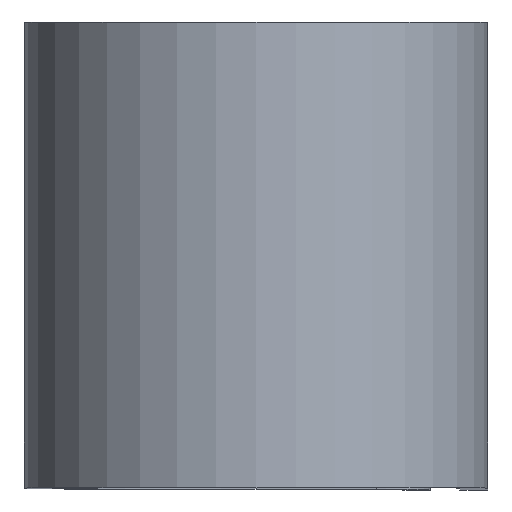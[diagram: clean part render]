
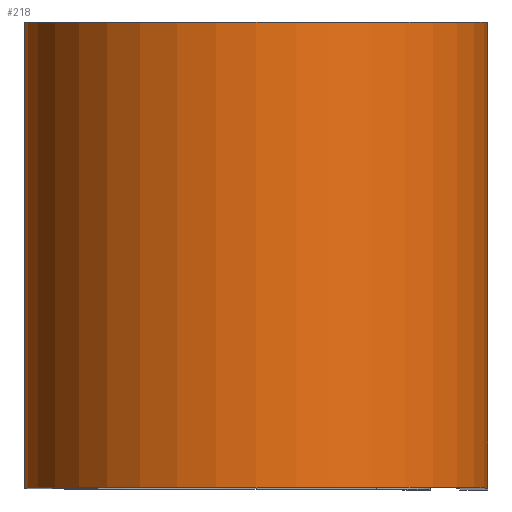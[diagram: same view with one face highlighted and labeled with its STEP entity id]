
A CAD part, top view. The second image highlights one B-rep face of the part: STEP entity #218.
In plain terms, the highlighted cylindrical face has radius 12.636 mm (diameter 25.273 mm), a partial arc.
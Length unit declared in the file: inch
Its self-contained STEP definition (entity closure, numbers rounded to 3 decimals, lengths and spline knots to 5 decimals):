
#18 = AXIS2_PLACEMENT_3D ( 'NONE', #243, #680, #311 ) ;
#24 = VECTOR ( 'NONE', #689, 39.37008 ) ;
#43 = CARTESIAN_POINT ( 'NONE',  ( 0., -0.5, 0.875 ) ) ;
#44 = CARTESIAN_POINT ( 'NONE',  ( 0.4975, -0.5, 0.875 ) ) ;
#47 = DIRECTION ( 'NONE',  ( 0., -1., 0. ) ) ;
#61 = VERTEX_POINT ( 'NONE', #787 ) ;
#73 = EDGE_CURVE ( 'NONE', #61, #521, #635, .T. ) ;
#74 = AXIS2_PLACEMENT_3D ( 'NONE', #679, #871, #799 ) ;
#92 = ORIENTED_EDGE ( 'NONE', *, *, #541, .F. ) ;
#139 = EDGE_LOOP ( 'NONE', ( #209, #92, #653, #575 ) ) ;
#158 = DIRECTION ( 'NONE',  ( 0., 1., 0. ) ) ;
#209 = ORIENTED_EDGE ( 'NONE', *, *, #73, .T. ) ;
#218 = ADVANCED_FACE ( 'NONE', ( #502 ), #322, .T. ) ;
#222 = EDGE_CURVE ( 'NONE', #328, #492, #484, .T. ) ;
#243 = CARTESIAN_POINT ( 'NONE',  ( 0., 0.5, 0.875 ) ) ;
#257 = CARTESIAN_POINT ( 'NONE',  ( -0.4975, 0.5, 0.875 ) ) ;
#311 = DIRECTION ( 'NONE',  ( 1., 0., 0. ) ) ;
#322 = CYLINDRICAL_SURFACE ( 'NONE', #74, 0.4975 ) ;
#328 = VERTEX_POINT ( 'NONE', #443 ) ;
#349 = EDGE_CURVE ( 'NONE', #328, #61, #545, .T. ) ;
#392 = CARTESIAN_POINT ( 'NONE',  ( 0.4975, 0.5, 0.875 ) ) ;
#418 = AXIS2_PLACEMENT_3D ( 'NONE', #43, #158, #692 ) ;
#437 = VECTOR ( 'NONE', #47, 39.37008 ) ;
#443 = CARTESIAN_POINT ( 'NONE',  ( -0.4975, 0.5, 0.875 ) ) ;
#456 = LINE ( 'NONE', #834, #437 ) ;
#484 = CIRCLE ( 'NONE', #18, 0.4975 ) ;
#492 = VERTEX_POINT ( 'NONE', #392 ) ;
#502 = FACE_OUTER_BOUND ( 'NONE', #139, .T. ) ;
#521 = VERTEX_POINT ( 'NONE', #44 ) ;
#541 = EDGE_CURVE ( 'NONE', #492, #521, #456, .T. ) ;
#545 = LINE ( 'NONE', #257, #24 ) ;
#575 = ORIENTED_EDGE ( 'NONE', *, *, #349, .T. ) ;
#635 = CIRCLE ( 'NONE', #418, 0.4975 ) ;
#653 = ORIENTED_EDGE ( 'NONE', *, *, #222, .F. ) ;
#679 = CARTESIAN_POINT ( 'NONE',  ( 0., 0.5, 0.875 ) ) ;
#680 = DIRECTION ( 'NONE',  ( 0., 1., 0. ) ) ;
#689 = DIRECTION ( 'NONE',  ( 0., -1., 0. ) ) ;
#692 = DIRECTION ( 'NONE',  ( 1., 0., 0. ) ) ;
#787 = CARTESIAN_POINT ( 'NONE',  ( -0.4975, -0.5, 0.875 ) ) ;
#799 = DIRECTION ( 'NONE',  ( 0., 0., -1. ) ) ;
#834 = CARTESIAN_POINT ( 'NONE',  ( 0.4975, 0.5, 0.875 ) ) ;
#871 = DIRECTION ( 'NONE',  ( 0., -1., 0. ) ) ;
